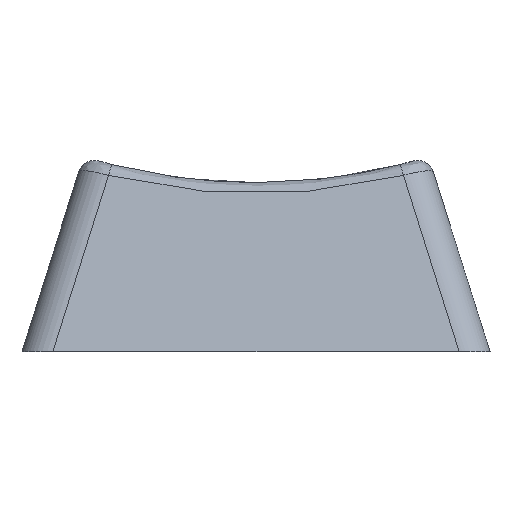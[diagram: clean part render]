
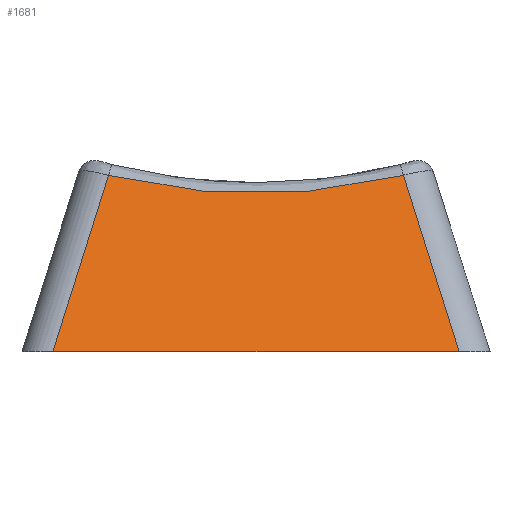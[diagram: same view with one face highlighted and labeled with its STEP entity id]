
A CAD part, left-side view. The second image highlights one B-rep face of the part: STEP entity #1681.
In plain terms, the highlighted planar face has unit normal (-0.95, 0, 0.312).
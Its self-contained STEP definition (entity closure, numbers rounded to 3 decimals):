
#1641=CARTESIAN_POINT('',(68.079,86.2,2.671));
#1642=DIRECTION('',(0.95,0.,-0.312));
#1643=DIRECTION('',(-0.312,0.,-0.95));
#1644=AXIS2_PLACEMENT_3D('',#1641,#1642,#1643);
#1645=PLANE('',#1644);
#1646=CARTESIAN_POINT('',(67.2,78.388,0.));
#1647=VERTEX_POINT('',#1646);
#1648=CARTESIAN_POINT('',(69.429,80.528,6.777));
#1649=VERTEX_POINT('',#1648);
#1650=CARTESIAN_POINT('',(67.2,78.388,-0.));
#1651=DIRECTION('',(0.299,0.287,0.91));
#1652=VECTOR('',#1651,7.448);
#1653=LINE('',#1650,#1652);
#1654=EDGE_CURVE('',#1647,#1649,#1653,.T.);
#1655=ORIENTED_EDGE('',*,*,#1654,.T.);
#1656=CARTESIAN_POINT('',(69.429,91.872,6.777));
#1657=VERTEX_POINT('',#1656);
#1658=CARTESIAN_POINT('',(76.8,86.2,29.184));
#1659=DIRECTION('',(0.95,0.,-0.312));
#1660=DIRECTION('',(0.312,0.,0.95));
#1661=AXIS2_PLACEMENT_3D('',#1658,#1659,#1660);
#1662=ELLIPSE('',#1661,24.332,23.114);
#1663=EDGE_CURVE('',#1649,#1657,#1662,.T.);
#1664=ORIENTED_EDGE('',*,*,#1663,.T.);
#1665=CARTESIAN_POINT('',(67.2,94.012,0.));
#1666=VERTEX_POINT('',#1665);
#1667=CARTESIAN_POINT('',(69.429,91.872,6.777));
#1668=DIRECTION('',(-0.299,0.287,-0.91));
#1669=VECTOR('',#1668,7.448);
#1670=LINE('',#1667,#1669);
#1671=EDGE_CURVE('',#1657,#1666,#1670,.T.);
#1672=ORIENTED_EDGE('',*,*,#1671,.T.);
#1673=CARTESIAN_POINT('',(67.2,94.012,0.));
#1674=DIRECTION('',(-0.,-1.,-0.));
#1675=VECTOR('',#1674,15.625);
#1676=LINE('',#1673,#1675);
#1677=EDGE_CURVE('',#1666,#1647,#1676,.T.);
#1678=ORIENTED_EDGE('',*,*,#1677,.T.);
#1679=EDGE_LOOP('',(#1655,#1664,#1672,#1678));
#1680=FACE_BOUND('',#1679,.T.);
#1681=ADVANCED_FACE('',(#1680),#1645,.F.);
